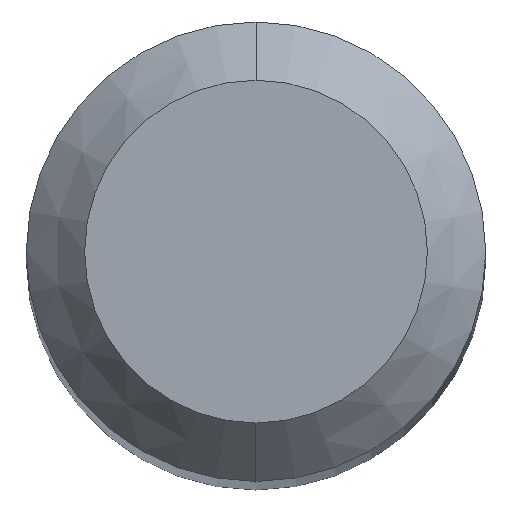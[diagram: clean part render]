
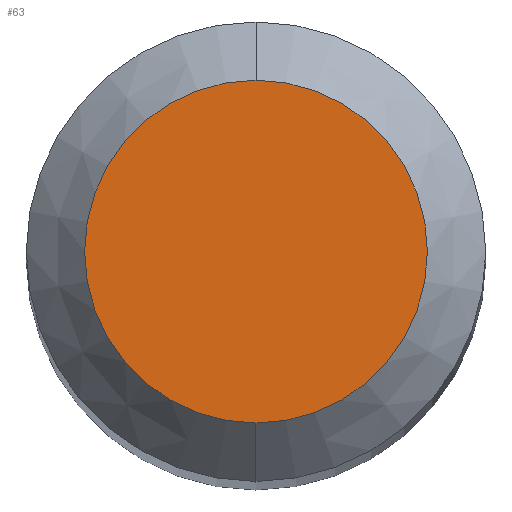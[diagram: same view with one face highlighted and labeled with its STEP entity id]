
A CAD part, top view. The second image highlights one B-rep face of the part: STEP entity #63.
In plain terms, the highlighted planar face has unit normal (0, 0, 1).
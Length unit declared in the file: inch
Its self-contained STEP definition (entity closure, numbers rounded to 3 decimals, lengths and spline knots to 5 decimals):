
#20 = CARTESIAN_POINT ( 'NONE',  ( 0., -0.04405, 0. ) ) ;
#39 = EDGE_CURVE ( 'NONE', #283, #240, #466, .T. ) ;
#63 = ADVANCED_FACE ( 'NONE', ( #204 ), #180, .F. ) ;
#88 = EDGE_LOOP ( 'NONE', ( #394, #269 ) ) ;
#101 = AXIS2_PLACEMENT_3D ( 'NONE', #380, #165, #321 ) ;
#123 = CARTESIAN_POINT ( 'NONE',  ( 0., 0., 0. ) ) ;
#128 = CIRCLE ( 'NONE', #101, 0.04405 ) ;
#149 = AXIS2_PLACEMENT_3D ( 'NONE', #123, #228, #268 ) ;
#165 = DIRECTION ( 'NONE',  ( 0., 0., 1. ) ) ;
#180 = PLANE ( 'NONE',  #400 ) ;
#186 = CARTESIAN_POINT ( 'NONE',  ( 0., 0.04405, 0. ) ) ;
#204 = FACE_OUTER_BOUND ( 'NONE', #88, .T. ) ;
#228 = DIRECTION ( 'NONE',  ( 0., 0., 1. ) ) ;
#240 = VERTEX_POINT ( 'NONE', #259 ) ;
#259 = CARTESIAN_POINT ( 'NONE',  ( 0., 0.04405, 0. ) ) ;
#268 = DIRECTION ( 'NONE',  ( 0., -1., 0. ) ) ;
#269 = ORIENTED_EDGE ( 'NONE', *, *, #39, .T. ) ;
#283 = VERTEX_POINT ( 'NONE', #20 ) ;
#300 = DIRECTION ( 'NONE',  ( 0., 1., 0. ) ) ;
#321 = DIRECTION ( 'NONE',  ( 0., -1., 0. ) ) ;
#380 = CARTESIAN_POINT ( 'NONE',  ( 0., 0., 0. ) ) ;
#394 = ORIENTED_EDGE ( 'NONE', *, *, #448, .T. ) ;
#400 = AXIS2_PLACEMENT_3D ( 'NONE', #186, #445, #300 ) ;
#445 = DIRECTION ( 'NONE',  ( 0., 0., -1. ) ) ;
#448 = EDGE_CURVE ( 'NONE', #240, #283, #128, .T. ) ;
#466 = CIRCLE ( 'NONE', #149, 0.04405 ) ;
